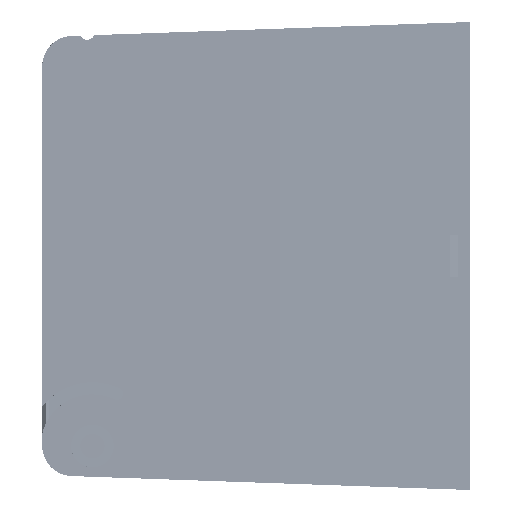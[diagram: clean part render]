
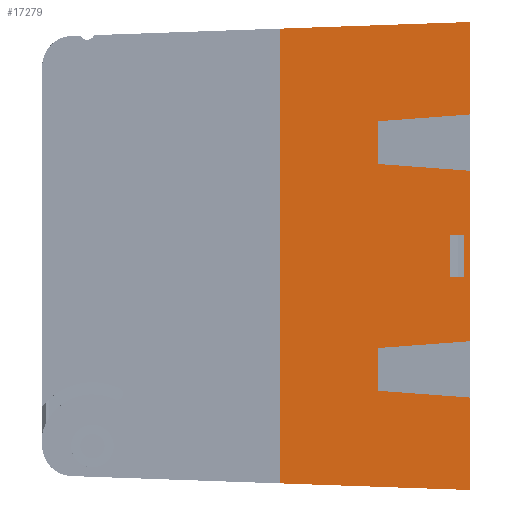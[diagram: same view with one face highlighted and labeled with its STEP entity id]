
A CAD part, left-side view. The second image highlights one B-rep face of the part: STEP entity #17279.
In plain terms, the highlighted planar face has unit normal (1, 0, 0).
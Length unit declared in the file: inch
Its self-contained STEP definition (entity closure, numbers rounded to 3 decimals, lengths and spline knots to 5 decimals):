
#862 = EDGE_CURVE ( 'NONE', #135330, #43166, #70714, .T. ) ;
#1095 = DIRECTION ( 'NONE',  ( 0., 0., 1. ) ) ;
#1798 = CARTESIAN_POINT ( 'NONE',  ( -2.325, 0.604, -0.88523 ) ) ;
#2592 = ORIENTED_EDGE ( 'NONE', *, *, #59484, .F. ) ;
#3884 = CARTESIAN_POINT ( 'NONE',  ( -2.325, 0., 0.93 ) ) ;
#6267 = CARTESIAN_POINT ( 'NONE',  ( -2.325, 0., -0.56 ) ) ;
#6297 = FACE_BOUND ( 'NONE', #129362, .T. ) ;
#6565 = EDGE_CURVE ( 'NONE', #138657, #54664, #35322, .T. ) ;
#9544 = DIRECTION ( 'NONE',  ( 0., -0.997, 0.074 ) ) ;
#10234 = ORIENTED_EDGE ( 'NONE', *, *, #116804, .F. ) ;
#10542 = VECTOR ( 'NONE', #91998, 39.37008 ) ;
#10591 = EDGE_CURVE ( 'NONE', #54664, #64930, #41050, .T. ) ;
#11578 = VECTOR ( 'NONE', #117745, 39.37008 ) ;
#11849 = AXIS2_PLACEMENT_3D ( 'NONE', #128987, #128509, #128027 ) ;
#12039 = VECTOR ( 'NONE', #84160, 39.37008 ) ;
#12539 = VERTEX_POINT ( 'NONE', #1798 ) ;
#12810 = CARTESIAN_POINT ( 'NONE',  ( -2.325, 0., 0.56 ) ) ;
#13182 = LINE ( 'NONE', #130601, #120117 ) ;
#14939 = CARTESIAN_POINT ( 'NONE',  ( -2.325, 0., -0.93 ) ) ;
#17279 = ADVANCED_FACE ( 'NONE', ( #6297, #61675 ), #133352, .F. ) ;
#18059 = LINE ( 'NONE', #111397, #128400 ) ;
#19220 = VECTOR ( 'NONE', #1095, 39.37008 ) ;
#19911 = CARTESIAN_POINT ( 'NONE',  ( -2.325, 1.25, 1.49391 ) ) ;
#20515 = EDGE_CURVE ( 'NONE', #69373, #135330, #133037, .T. ) ;
#24031 = DIRECTION ( 'NONE',  ( 0., 0.997, 0.074 ) ) ;
#26334 = LINE ( 'NONE', #42852, #84832 ) ;
#26382 = CARTESIAN_POINT ( 'NONE',  ( -2.325, 0.04, 0.14 ) ) ;
#27177 = VERTEX_POINT ( 'NONE', #132119 ) ;
#29427 = LINE ( 'NONE', #57770, #87831 ) ;
#32427 = DIRECTION ( 'NONE',  ( 0., -1., 0. ) ) ;
#33390 = ORIENTED_EDGE ( 'NONE', *, *, #68721, .F. ) ;
#33715 = CARTESIAN_POINT ( 'NONE',  ( -2.325, 0.604, -0.60477 ) ) ;
#35322 = LINE ( 'NONE', #45432, #40752 ) ;
#35456 = DIRECTION ( 'NONE',  ( 0., 0., -1. ) ) ;
#40752 = VECTOR ( 'NONE', #47847, 39.37008 ) ;
#40777 = VERTEX_POINT ( 'NONE', #55068 ) ;
#41050 = LINE ( 'NONE', #55574, #11578 ) ;
#42852 = CARTESIAN_POINT ( 'NONE',  ( -2.325, 0.04, -0.5 ) ) ;
#42961 = DIRECTION ( 'NONE',  ( 0., 0., 1. ) ) ;
#43166 = VERTEX_POINT ( 'NONE', #19911 ) ;
#45432 = CARTESIAN_POINT ( 'NONE',  ( -2.325, 0.594, -0.14 ) ) ;
#45612 = VERTEX_POINT ( 'NONE', #79242 ) ;
#46028 = ORIENTED_EDGE ( 'NONE', *, *, #66178, .F. ) ;
#46779 = VERTEX_POINT ( 'NONE', #141189 ) ;
#46934 = LINE ( 'NONE', #55177, #131354 ) ;
#47190 = ORIENTED_EDGE ( 'NONE', *, *, #6565, .F. ) ;
#47701 = EDGE_CURVE ( 'NONE', #40777, #112264, #94112, .T. ) ;
#47847 = DIRECTION ( 'NONE',  ( 0., 1., 0. ) ) ;
#51939 = EDGE_CURVE ( 'NONE', #46779, #45612, #86715, .T. ) ;
#54664 = VERTEX_POINT ( 'NONE', #106535 ) ;
#55068 = CARTESIAN_POINT ( 'NONE',  ( -2.325, 0.604, -0.60477 ) ) ;
#55177 = CARTESIAN_POINT ( 'NONE',  ( -2.325, 1.25, 3.60036 ) ) ;
#55259 = ORIENTED_EDGE ( 'NONE', *, *, #65156, .F. ) ;
#55517 = ORIENTED_EDGE ( 'NONE', *, *, #118005, .F. ) ;
#55574 = CARTESIAN_POINT ( 'NONE',  ( -2.325, 0.133, -0.5 ) ) ;
#55653 = EDGE_LOOP ( 'NONE', ( #2592, #55517, #87441, #104710, #101285, #142674, #55259, #86357, #10234, #125338, #134919, #33390 ) ) ;
#56200 = LINE ( 'NONE', #12810, #111275 ) ;
#57552 = CARTESIAN_POINT ( 'NONE',  ( -2.325, 0.04, -0.14 ) ) ;
#57770 = CARTESIAN_POINT ( 'NONE',  ( -2.325, 0.604, -0.5 ) ) ;
#58364 = LINE ( 'NONE', #130186, #142607 ) ;
#58583 = CARTESIAN_POINT ( 'NONE',  ( -2.325, 0., 0.56 ) ) ;
#59484 = EDGE_CURVE ( 'NONE', #113390, #12539, #95064, .T. ) ;
#61675 = FACE_OUTER_BOUND ( 'NONE', #55653, .T. ) ;
#62787 = CARTESIAN_POINT ( 'NONE',  ( -2.325, 0.133, 0.14 ) ) ;
#64552 = ORIENTED_EDGE ( 'NONE', *, *, #10591, .F. ) ;
#64894 = VECTOR ( 'NONE', #110716, 39.37008 ) ;
#64930 = VERTEX_POINT ( 'NONE', #62787 ) ;
#65156 = EDGE_CURVE ( 'NONE', #111449, #69373, #88359, .T. ) ;
#66178 = EDGE_CURVE ( 'NONE', #122065, #138657, #26334, .T. ) ;
#67259 = CARTESIAN_POINT ( 'NONE',  ( -2.325, 0.604, -0.5 ) ) ;
#68721 = EDGE_CURVE ( 'NONE', #12539, #40777, #29427, .T. ) ;
#68790 = DIRECTION ( 'NONE',  ( 0., 0., 1. ) ) ;
#69373 = VERTEX_POINT ( 'NONE', #3884 ) ;
#70714 = LINE ( 'NONE', #116472, #12039 ) ;
#70964 = VECTOR ( 'NONE', #75950, 39.37008 ) ;
#71973 = ORIENTED_EDGE ( 'NONE', *, *, #83981, .F. ) ;
#75572 = CARTESIAN_POINT ( 'NONE',  ( -2.325, 0.604, 0.88523 ) ) ;
#75950 = DIRECTION ( 'NONE',  ( 0., 0., 1. ) ) ;
#76726 = CARTESIAN_POINT ( 'NONE',  ( -2.325, 0., 1.4375 ) ) ;
#79242 = CARTESIAN_POINT ( 'NONE',  ( -2.325, 0., -1.53756 ) ) ;
#80599 = VERTEX_POINT ( 'NONE', #58583 ) ;
#83321 = VECTOR ( 'NONE', #138337, 39.37008 ) ;
#83981 = EDGE_CURVE ( 'NONE', #64930, #122065, #58364, .T. ) ;
#84160 = DIRECTION ( 'NONE',  ( 0., 0.999, -0.035 ) ) ;
#84832 = VECTOR ( 'NONE', #119889, 39.37008 ) ;
#86357 = ORIENTED_EDGE ( 'NONE', *, *, #131553, .F. ) ;
#86715 = LINE ( 'NONE', #115757, #83321 ) ;
#87441 = ORIENTED_EDGE ( 'NONE', *, *, #51939, .F. ) ;
#87831 = VECTOR ( 'NONE', #68790, 39.37008 ) ;
#88073 = CARTESIAN_POINT ( 'NONE',  ( -2.325, 0.604, 0.88523 ) ) ;
#88359 = LINE ( 'NONE', #75572, #114270 ) ;
#91998 = DIRECTION ( 'NONE',  ( 0., 0.997, 0.074 ) ) ;
#94112 = LINE ( 'NONE', #33715, #64894 ) ;
#94502 = EDGE_CURVE ( 'NONE', #112264, #80599, #13182, .T. ) ;
#95064 = LINE ( 'NONE', #14939, #10542 ) ;
#101285 = ORIENTED_EDGE ( 'NONE', *, *, #862, .F. ) ;
#103578 = LINE ( 'NONE', #67259, #19220 ) ;
#104710 = ORIENTED_EDGE ( 'NONE', *, *, #142063, .F. ) ;
#106535 = CARTESIAN_POINT ( 'NONE',  ( -2.325, 0.133, -0.14 ) ) ;
#110716 = DIRECTION ( 'NONE',  ( 0., -0.997, 0.074 ) ) ;
#111275 = VECTOR ( 'NONE', #24031, 39.37008 ) ;
#111397 = CARTESIAN_POINT ( 'NONE',  ( -2.325, 0., 1.4375 ) ) ;
#111449 = VERTEX_POINT ( 'NONE', #88073 ) ;
#112264 = VERTEX_POINT ( 'NONE', #6267 ) ;
#113390 = VERTEX_POINT ( 'NONE', #115204 ) ;
#114270 = VECTOR ( 'NONE', #9544, 39.37008 ) ;
#115204 = CARTESIAN_POINT ( 'NONE',  ( -2.325, 0., -0.93 ) ) ;
#115757 = CARTESIAN_POINT ( 'NONE',  ( -2.325, 0.00349, -1.53744 ) ) ;
#116472 = CARTESIAN_POINT ( 'NONE',  ( -2.325, 0.00349, 1.53744 ) ) ;
#116804 = EDGE_CURVE ( 'NONE', #80599, #27177, #56200, .T. ) ;
#117745 = DIRECTION ( 'NONE',  ( 0., 0., 1. ) ) ;
#118005 = EDGE_CURVE ( 'NONE', #45612, #113390, #18059, .T. ) ;
#119889 = DIRECTION ( 'NONE',  ( 0., 0., -1. ) ) ;
#120117 = VECTOR ( 'NONE', #42961, 39.37008 ) ;
#122065 = VERTEX_POINT ( 'NONE', #26382 ) ;
#122496 = DIRECTION ( 'NONE',  ( 0., 0., 1. ) ) ;
#125338 = ORIENTED_EDGE ( 'NONE', *, *, #94502, .F. ) ;
#128027 = DIRECTION ( 'NONE',  ( 0., 0., 1. ) ) ;
#128400 = VECTOR ( 'NONE', #122496, 39.37008 ) ;
#128509 = DIRECTION ( 'NONE',  ( -1., 0., 0. ) ) ;
#128987 = CARTESIAN_POINT ( 'NONE',  ( -2.325, 0.594, -0.5 ) ) ;
#129362 = EDGE_LOOP ( 'NONE', ( #64552, #47190, #46028, #71973 ) ) ;
#130186 = CARTESIAN_POINT ( 'NONE',  ( -2.325, 0.594, 0.14 ) ) ;
#130601 = CARTESIAN_POINT ( 'NONE',  ( -2.325, 0., 1.4375 ) ) ;
#131354 = VECTOR ( 'NONE', #35456, 39.37008 ) ;
#131553 = EDGE_CURVE ( 'NONE', #27177, #111449, #103578, .T. ) ;
#132119 = CARTESIAN_POINT ( 'NONE',  ( -2.325, 0.604, 0.60477 ) ) ;
#133037 = LINE ( 'NONE', #76726, #70964 ) ;
#133352 = PLANE ( 'NONE',  #11849 ) ;
#134919 = ORIENTED_EDGE ( 'NONE', *, *, #47701, .F. ) ;
#135330 = VERTEX_POINT ( 'NONE', #142363 ) ;
#138337 = DIRECTION ( 'NONE',  ( 0., -0.999, -0.035 ) ) ;
#138657 = VERTEX_POINT ( 'NONE', #57552 ) ;
#141189 = CARTESIAN_POINT ( 'NONE',  ( -2.325, 1.25, -1.49391 ) ) ;
#142063 = EDGE_CURVE ( 'NONE', #43166, #46779, #46934, .T. ) ;
#142363 = CARTESIAN_POINT ( 'NONE',  ( -2.325, 0., 1.53756 ) ) ;
#142607 = VECTOR ( 'NONE', #32427, 39.37008 ) ;
#142674 = ORIENTED_EDGE ( 'NONE', *, *, #20515, .F. ) ;
